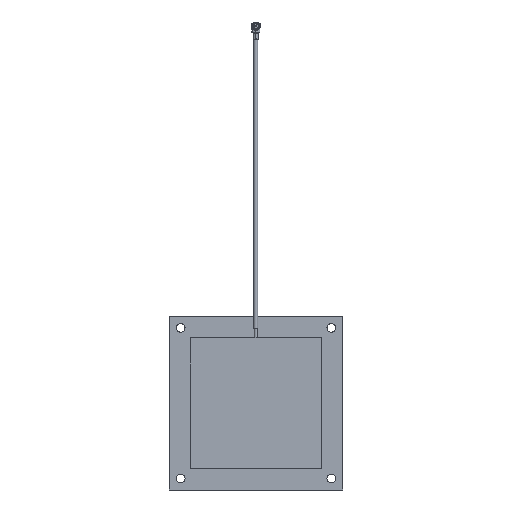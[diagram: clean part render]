
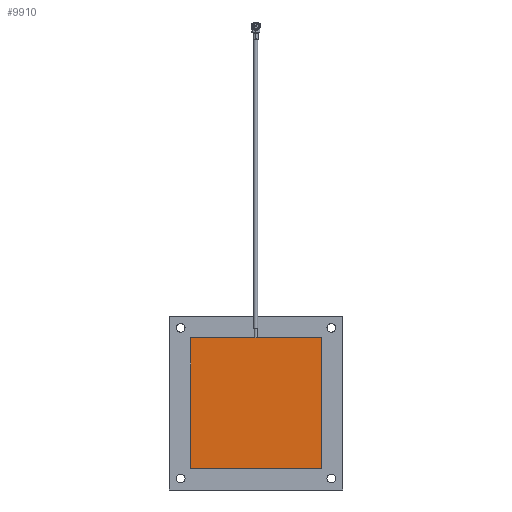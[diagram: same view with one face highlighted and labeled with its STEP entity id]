
A CAD part, front view. The second image highlights one B-rep face of the part: STEP entity #9910.
In plain terms, the highlighted planar face has unit normal (0, -1, 0).
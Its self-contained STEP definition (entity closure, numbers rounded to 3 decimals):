
#106 = DIRECTION ( 'NONE',  ( 0., 0., 1. ) ) ;
#682 = CARTESIAN_POINT ( 'NONE',  ( -22.507, -3.354, 56.973 ) ) ;
#1441 = CARTESIAN_POINT ( 'NONE',  ( -0.007, -3.354, 34.473 ) ) ;
#1575 = DIRECTION ( 'NONE',  ( 1., 0., 0. ) ) ;
#2104 = VERTEX_POINT ( 'NONE', #4423 ) ;
#2619 = ORIENTED_EDGE ( 'NONE', *, *, #6871, .T. ) ;
#2812 = EDGE_CURVE ( 'NONE', #3949, #6024, #7053, .T. ) ;
#3723 = FACE_OUTER_BOUND ( 'NONE', #4764, .T. ) ;
#3949 = VERTEX_POINT ( 'NONE', #13800 ) ;
#4063 = EDGE_CURVE ( 'NONE', #6024, #11677, #7987, .T. ) ;
#4423 = CARTESIAN_POINT ( 'NONE',  ( 22.493, -3.354, 11.973 ) ) ;
#4764 = EDGE_LOOP ( 'NONE', ( #2619, #11638, #11453, #5042 ) ) ;
#4816 = VECTOR ( 'NONE', #9411, 1000. ) ;
#5042 = ORIENTED_EDGE ( 'NONE', *, *, #12305, .T. ) ;
#5475 = VECTOR ( 'NONE', #7697, 1000. ) ;
#6024 = VERTEX_POINT ( 'NONE', #14912 ) ;
#6541 = VECTOR ( 'NONE', #12178, 1000. ) ;
#6871 = EDGE_CURVE ( 'NONE', #2104, #3949, #8958, .T. ) ;
#7053 = LINE ( 'NONE', #682, #6541 ) ;
#7111 = AXIS2_PLACEMENT_3D ( 'NONE', #1441, #7725, #106 ) ;
#7173 = VECTOR ( 'NONE', #1575, 1000. ) ;
#7697 = DIRECTION ( 'NONE',  ( 0., 0., 1. ) ) ;
#7725 = DIRECTION ( 'NONE',  ( 0., -1., 0. ) ) ;
#7987 = LINE ( 'NONE', #14465, #4816 ) ;
#8958 = LINE ( 'NONE', #14087, #5475 ) ;
#9411 = DIRECTION ( 'NONE',  ( 0., 0., -1. ) ) ;
#9910 = ADVANCED_FACE ( 'NONE', ( #3723 ), #13948, .T. ) ;
#10192 = CARTESIAN_POINT ( 'NONE',  ( -22.507, -3.354, 11.973 ) ) ;
#10459 = LINE ( 'NONE', #13069, #7173 ) ;
#11453 = ORIENTED_EDGE ( 'NONE', *, *, #4063, .T. ) ;
#11638 = ORIENTED_EDGE ( 'NONE', *, *, #2812, .T. ) ;
#11677 = VERTEX_POINT ( 'NONE', #10192 ) ;
#12178 = DIRECTION ( 'NONE',  ( -1., 0., 0. ) ) ;
#12305 = EDGE_CURVE ( 'NONE', #11677, #2104, #10459, .T. ) ;
#13069 = CARTESIAN_POINT ( 'NONE',  ( -22.507, -3.354, 11.973 ) ) ;
#13800 = CARTESIAN_POINT ( 'NONE',  ( 22.493, -3.354, 56.973 ) ) ;
#13948 = PLANE ( 'NONE',  #7111 ) ;
#14087 = CARTESIAN_POINT ( 'NONE',  ( 22.493, -3.354, 56.973 ) ) ;
#14465 = CARTESIAN_POINT ( 'NONE',  ( -22.507, -3.354, 56.973 ) ) ;
#14912 = CARTESIAN_POINT ( 'NONE',  ( -22.507, -3.354, 56.973 ) ) ;
